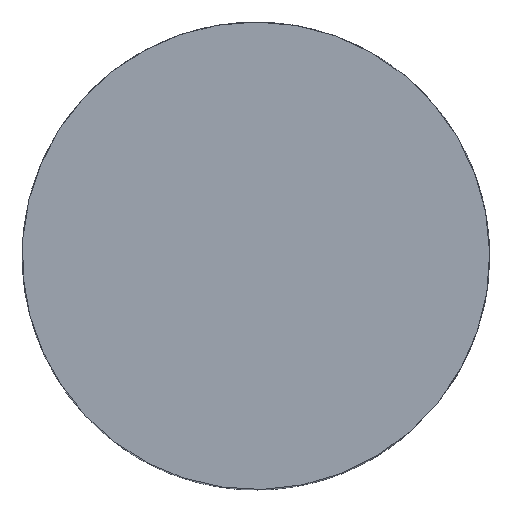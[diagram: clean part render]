
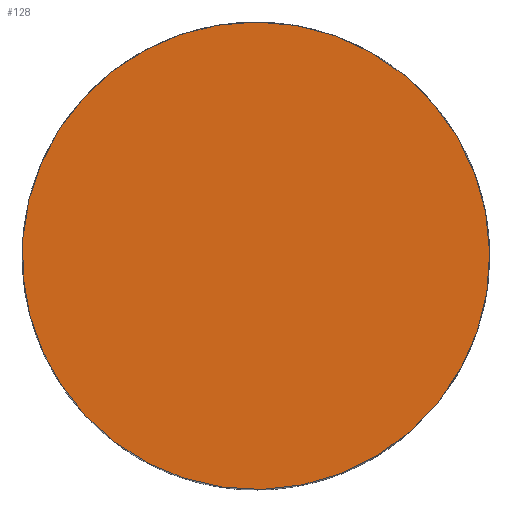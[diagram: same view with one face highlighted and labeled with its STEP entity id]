
A CAD part, top view. The second image highlights one B-rep face of the part: STEP entity #128.
In plain terms, the highlighted planar face has unit normal (0, 0, 1).
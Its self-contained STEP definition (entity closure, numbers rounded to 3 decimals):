
#128=ADVANCED_FACE('240[2]',(#365),#366,.T.);
#324=EDGE_CURVE('240[2]',#626,#626,#627,.T.);
#365=FACE_OUTER_BOUND('',#664,.T.);
#366=PLANE('',#665);
#626=VERTEX_POINT('',#1097);
#627=CIRCLE('',#1098,31.5);
#664=EDGE_LOOP('',(#1137));
#665=AXIS2_PLACEMENT_3D('',#1138,#1139,#1140);
#1097=CARTESIAN_POINT('',(0.,31.5,0.));
#1098=AXIS2_PLACEMENT_3D('',#1448,#1449,#1450);
#1137=ORIENTED_EDGE('',*,*,#324,.T.);
#1138=CARTESIAN_POINT('',(0.0,0.0,0.0));
#1139=DIRECTION('',(0.,0.,1.0));
#1140=DIRECTION('',(-1.0,0.,0.));
#1448=CARTESIAN_POINT('',(0.0,0.0,0.0));
#1449=DIRECTION('',(0.,0.,1.0));
#1450=DIRECTION('',(0.,-1.0,0.));
